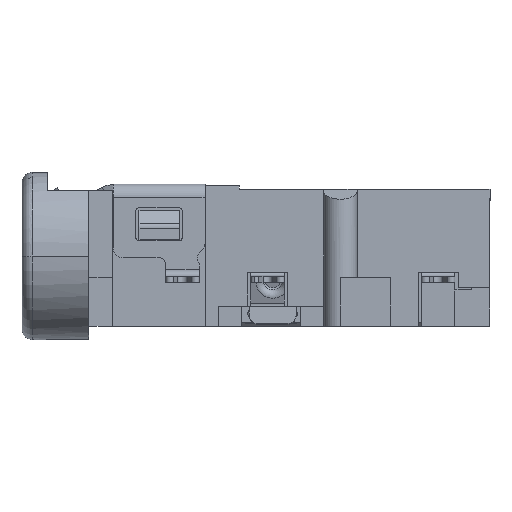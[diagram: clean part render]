
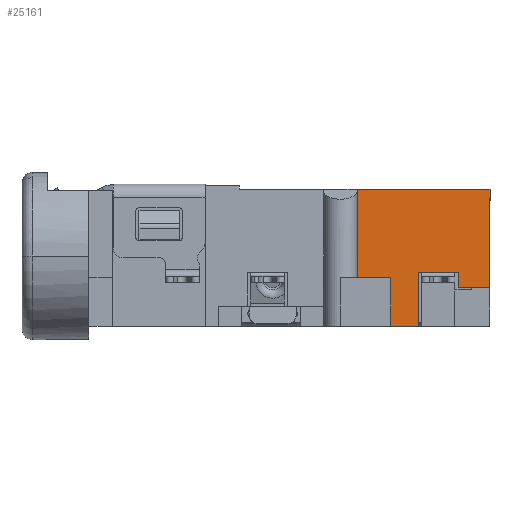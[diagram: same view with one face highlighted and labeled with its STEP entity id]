
A CAD part, left-side view. The second image highlights one B-rep face of the part: STEP entity #25161.
In plain terms, the highlighted planar face has unit normal (-1, 0, 0).
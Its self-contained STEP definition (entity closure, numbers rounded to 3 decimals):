
#63 = CARTESIAN_POINT ( 'NONE',  ( -3.15, -14., 2. ) ) ;
#952 = LINE ( 'NONE', #13642, #9920 ) ;
#1218 = VECTOR ( 'NONE', #10590, 1000. ) ;
#1609 = PLANE ( 'NONE',  #38751 ) ;
#2726 = DIRECTION ( 'NONE',  ( 0., 1., 0. ) ) ;
#3140 = CARTESIAN_POINT ( 'NONE',  ( -3.15, -10.025, 2. ) ) ;
#4280 = CARTESIAN_POINT ( 'NONE',  ( -3.15, -10.025, -0.65 ) ) ;
#4801 = EDGE_CURVE ( 'NONE', #16454, #8683, #25170, .T. ) ;
#5640 = VERTEX_POINT ( 'NONE', #16007 ) ;
#6068 = EDGE_CURVE ( 'NONE', #9264, #30764, #24259, .T. ) ;
#6085 = DIRECTION ( 'NONE',  ( 0., 0., -1. ) ) ;
#6205 = VECTOR ( 'NONE', #40424, 1000. ) ;
#6208 = VERTEX_POINT ( 'NONE', #9694 ) ;
#7606 = DIRECTION ( 'NONE',  ( 0., 0., -1. ) ) ;
#7668 = VERTEX_POINT ( 'NONE', #30326 ) ;
#8683 = VERTEX_POINT ( 'NONE', #26091 ) ;
#9264 = VERTEX_POINT ( 'NONE', #38689 ) ;
#9694 = CARTESIAN_POINT ( 'NONE',  ( -3.15, -11.85, -2.1 ) ) ;
#9920 = VECTOR ( 'NONE', #7606, 1000. ) ;
#10590 = DIRECTION ( 'NONE',  ( 0., -1., 0. ) ) ;
#12054 = CARTESIAN_POINT ( 'NONE',  ( -3.15, -11.95, -2.1 ) ) ;
#12260 = LINE ( 'NONE', #18664, #6205 ) ;
#12517 = VECTOR ( 'NONE', #32821, 1000. ) ;
#12659 = VECTOR ( 'NONE', #6085, 1000. ) ;
#13312 = LINE ( 'NONE', #25995, #1218 ) ;
#13642 = CARTESIAN_POINT ( 'NONE',  ( -3.15, -11.025, -0.65 ) ) ;
#13854 = DIRECTION ( 'NONE',  ( 0., -1., 0. ) ) ;
#15412 = LINE ( 'NONE', #28097, #17867 ) ;
#16007 = CARTESIAN_POINT ( 'NONE',  ( -3.15, -11.025, -0.65 ) ) ;
#16454 = VERTEX_POINT ( 'NONE', #21158 ) ;
#16537 = CARTESIAN_POINT ( 'NONE',  ( -3.15, -11.85, -0.5 ) ) ;
#16719 = ORIENTED_EDGE ( 'NONE', *, *, #4801, .T. ) ;
#16939 = VECTOR ( 'NONE', #17608, 1000. ) ;
#17608 = DIRECTION ( 'NONE',  ( 0., 0., 1. ) ) ;
#17843 = ORIENTED_EDGE ( 'NONE', *, *, #28125, .T. ) ;
#17867 = VECTOR ( 'NONE', #2726, 1000. ) ;
#17967 = DIRECTION ( 'NONE',  ( -1., 0., 0. ) ) ;
#18363 = DIRECTION ( 'NONE',  ( 0., 0., 1. ) ) ;
#18664 = CARTESIAN_POINT ( 'NONE',  ( -3.15, -13.15, -0.95 ) ) ;
#18783 = CARTESIAN_POINT ( 'NONE',  ( -3.15, -14., -0.95 ) ) ;
#19083 = ORIENTED_EDGE ( 'NONE', *, *, #29190, .F. ) ;
#20728 = VECTOR ( 'NONE', #13854, 1000. ) ;
#20915 = CARTESIAN_POINT ( 'NONE',  ( -3.15, -13.05, -0.95 ) ) ;
#20944 = CARTESIAN_POINT ( 'NONE',  ( -3.15, -11.85, -0.5 ) ) ;
#21158 = CARTESIAN_POINT ( 'NONE',  ( -3.15, -10.025, 2. ) ) ;
#22791 = EDGE_CURVE ( 'NONE', #39635, #30764, #13312, .T. ) ;
#23123 = EDGE_CURVE ( 'NONE', #39635, #6208, #33041, .T. ) ;
#23953 = VERTEX_POINT ( 'NONE', #39196 ) ;
#24043 = EDGE_LOOP ( 'NONE', ( #40340, #27727, #19083, #40189, #16719, #35895, #17843, #37848, #40803, #40229 ) ) ;
#24259 = LINE ( 'NONE', #20915, #16939 ) ;
#24733 = DIRECTION ( 'NONE',  ( 0., 1., 0. ) ) ;
#24983 = VECTOR ( 'NONE', #37897, 1000. ) ;
#25159 = EDGE_CURVE ( 'NONE', #8683, #5640, #32799, .T. ) ;
#25161 = ADVANCED_FACE ( 'NONE', ( #39273 ), #1609, .T. ) ;
#25170 = LINE ( 'NONE', #3140, #24983 ) ;
#25995 = CARTESIAN_POINT ( 'NONE',  ( -3.15, -11.95, -0.5 ) ) ;
#26091 = CARTESIAN_POINT ( 'NONE',  ( -3.15, -10.025, -0.65 ) ) ;
#27362 = CARTESIAN_POINT ( 'NONE',  ( -3.15, -13.05, -0.5 ) ) ;
#27605 = VECTOR ( 'NONE', #24733, 1000. ) ;
#27721 = EDGE_CURVE ( 'NONE', #6208, #23953, #36874, .T. ) ;
#27727 = ORIENTED_EDGE ( 'NONE', *, *, #38799, .T. ) ;
#28097 = CARTESIAN_POINT ( 'NONE',  ( -3.15, -14., 2. ) ) ;
#28125 = EDGE_CURVE ( 'NONE', #5640, #23953, #952, .T. ) ;
#28881 = EDGE_CURVE ( 'NONE', #7668, #16454, #15412, .T. ) ;
#29190 = EDGE_CURVE ( 'NONE', #7668, #36497, #37971, .T. ) ;
#30326 = CARTESIAN_POINT ( 'NONE',  ( -3.15, -14., 2. ) ) ;
#30764 = VERTEX_POINT ( 'NONE', #27362 ) ;
#32799 = LINE ( 'NONE', #4280, #20728 ) ;
#32821 = DIRECTION ( 'NONE',  ( 0., 0., -1. ) ) ;
#33041 = LINE ( 'NONE', #16537, #12517 ) ;
#35895 = ORIENTED_EDGE ( 'NONE', *, *, #25159, .T. ) ;
#36497 = VERTEX_POINT ( 'NONE', #18783 ) ;
#36874 = LINE ( 'NONE', #12054, #27605 ) ;
#37848 = ORIENTED_EDGE ( 'NONE', *, *, #27721, .F. ) ;
#37897 = DIRECTION ( 'NONE',  ( 0., 0., -1. ) ) ;
#37971 = LINE ( 'NONE', #63, #12659 ) ;
#38689 = CARTESIAN_POINT ( 'NONE',  ( -3.15, -13.05, -0.95 ) ) ;
#38751 = AXIS2_PLACEMENT_3D ( 'NONE', #39909, #17967, #18363 ) ;
#38799 = EDGE_CURVE ( 'NONE', #9264, #36497, #12260, .T. ) ;
#39196 = CARTESIAN_POINT ( 'NONE',  ( -3.15, -11.025, -2.1 ) ) ;
#39273 = FACE_OUTER_BOUND ( 'NONE', #24043, .T. ) ;
#39635 = VERTEX_POINT ( 'NONE', #20944 ) ;
#39909 = CARTESIAN_POINT ( 'NONE',  ( -3.15, -12.013, -0.05 ) ) ;
#40189 = ORIENTED_EDGE ( 'NONE', *, *, #28881, .T. ) ;
#40229 = ORIENTED_EDGE ( 'NONE', *, *, #22791, .T. ) ;
#40340 = ORIENTED_EDGE ( 'NONE', *, *, #6068, .F. ) ;
#40424 = DIRECTION ( 'NONE',  ( 0., -1., 0. ) ) ;
#40803 = ORIENTED_EDGE ( 'NONE', *, *, #23123, .F. ) ;
